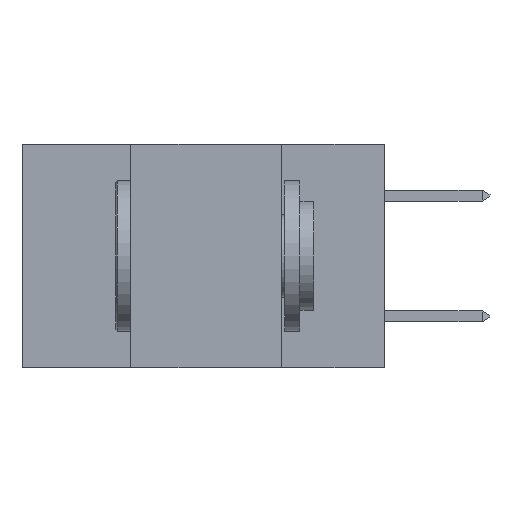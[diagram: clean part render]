
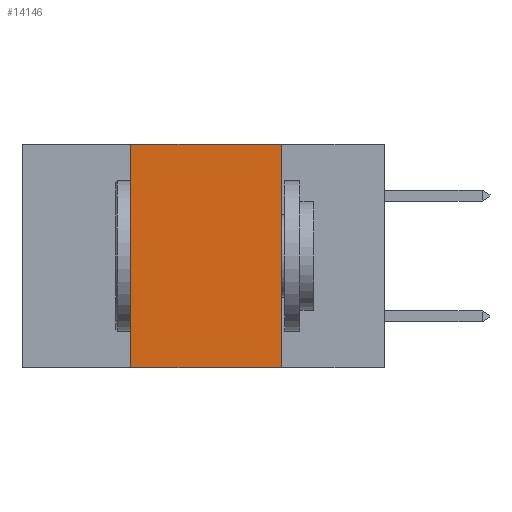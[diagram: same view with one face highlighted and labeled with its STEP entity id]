
A CAD part, left-side view. The second image highlights one B-rep face of the part: STEP entity #14146.
In plain terms, the highlighted planar face has unit normal (-1, 0, 0).
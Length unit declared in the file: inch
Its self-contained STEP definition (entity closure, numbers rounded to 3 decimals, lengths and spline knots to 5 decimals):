
#1003 = LINE ( 'NONE', #5204, #8869 ) ;
#3559 = DIRECTION ( 'NONE',  ( 0., -1., 0. ) ) ;
#3842 = CARTESIAN_POINT ( 'NONE',  ( 0., 0.17, 0. ) ) ;
#4030 = CARTESIAN_POINT ( 'NONE',  ( 0., 0.42, -0.37 ) ) ;
#4333 = CARTESIAN_POINT ( 'NONE',  ( 0., 0.17, -0.37 ) ) ;
#4546 = EDGE_CURVE ( 'NONE', #14879, #10779, #1003, .T. ) ;
#4897 = VECTOR ( 'NONE', #6960, 39.37008 ) ;
#5204 = CARTESIAN_POINT ( 'NONE',  ( 0., 0.6, 0. ) ) ;
#6843 = VERTEX_POINT ( 'NONE', #4333 ) ;
#6960 = DIRECTION ( 'NONE',  ( 0., 0., -1. ) ) ;
#7024 = CARTESIAN_POINT ( 'NONE',  ( 0., 0.42, 0. ) ) ;
#7065 = VERTEX_POINT ( 'NONE', #4030 ) ;
#8429 = ORIENTED_EDGE ( 'NONE', *, *, #18756, .T. ) ;
#8869 = VECTOR ( 'NONE', #3559, 39.37008 ) ;
#8887 = DIRECTION ( 'NONE',  ( 0., 0., 1. ) ) ;
#9837 = AXIS2_PLACEMENT_3D ( 'NONE', #12866, #19364, #19288 ) ;
#9987 = CARTESIAN_POINT ( 'NONE',  ( 0., 0.17, 0. ) ) ;
#9998 = ORIENTED_EDGE ( 'NONE', *, *, #4546, .F. ) ;
#10438 = VECTOR ( 'NONE', #16361, 39.37008 ) ;
#10779 = VERTEX_POINT ( 'NONE', #3842 ) ;
#12195 = ORIENTED_EDGE ( 'NONE', *, *, #17464, .F. ) ;
#12866 = CARTESIAN_POINT ( 'NONE',  ( 0., 0.6, 0. ) ) ;
#14146 = ADVANCED_FACE ( 'NONE', ( #16335 ), #17278, .F. ) ;
#14879 = VERTEX_POINT ( 'NONE', #17016 ) ;
#15119 = ORIENTED_EDGE ( 'NONE', *, *, #20284, .F. ) ;
#15872 = VECTOR ( 'NONE', #8887, 39.37008 ) ;
#16335 = FACE_OUTER_BOUND ( 'NONE', #19686, .T. ) ;
#16361 = DIRECTION ( 'NONE',  ( 0., -1., 0. ) ) ;
#16897 = LINE ( 'NONE', #7024, #15872 ) ;
#17016 = CARTESIAN_POINT ( 'NONE',  ( 0., 0.42, 0. ) ) ;
#17278 = PLANE ( 'NONE',  #9837 ) ;
#17464 = EDGE_CURVE ( 'NONE', #10779, #6843, #19219, .T. ) ;
#17878 = CARTESIAN_POINT ( 'NONE',  ( 0., 0.6, -0.37 ) ) ;
#18756 = EDGE_CURVE ( 'NONE', #7065, #6843, #19963, .T. ) ;
#19219 = LINE ( 'NONE', #9987, #4897 ) ;
#19288 = DIRECTION ( 'NONE',  ( 0., 0., -1. ) ) ;
#19364 = DIRECTION ( 'NONE',  ( 1., 0., 0. ) ) ;
#19686 = EDGE_LOOP ( 'NONE', ( #12195, #9998, #15119, #8429 ) ) ;
#19963 = LINE ( 'NONE', #17878, #10438 ) ;
#20284 = EDGE_CURVE ( 'NONE', #7065, #14879, #16897, .T. ) ;
